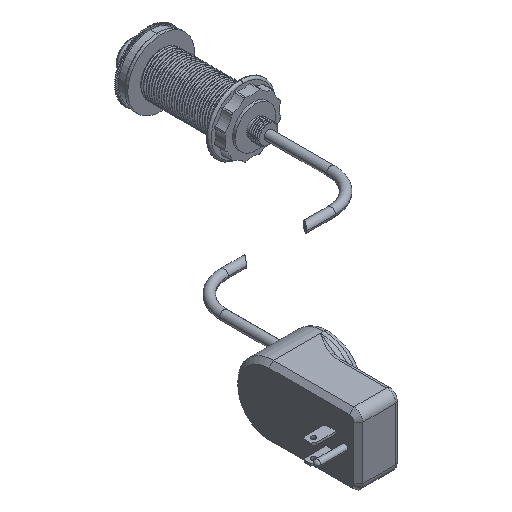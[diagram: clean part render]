
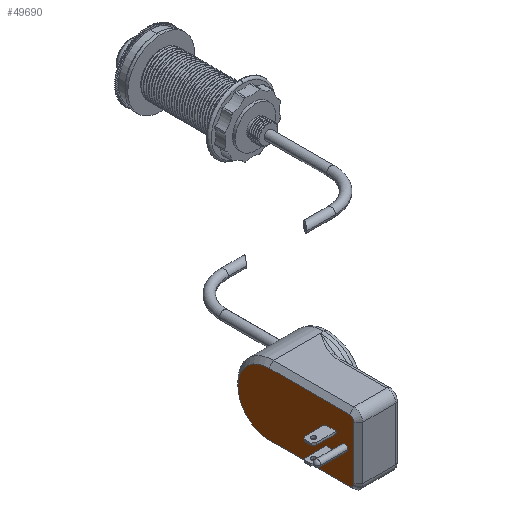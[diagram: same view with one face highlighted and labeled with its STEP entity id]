
A CAD part, isometric view. The second image highlights one B-rep face of the part: STEP entity #49690.
In plain terms, the highlighted planar face has unit normal (-1, 0, 0).
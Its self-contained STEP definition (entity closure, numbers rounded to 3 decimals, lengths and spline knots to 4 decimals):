
#43823=CARTESIAN_POINT('',(-6.533,-9.729,0.));
#43824=DIRECTION('',(-1.,0.,0.));
#43825=DIRECTION('',(0.,0.,1.));
#43826=AXIS2_PLACEMENT_3D('',#43823,#43824,#43825);
#43831=DIRECTION('',(0.,1.,0.));
#43832=VECTOR('',#43831,2.255);
#43833=CARTESIAN_POINT('',(-6.533,-11.984,
0.87));
#43834=LINE('',#43833,#43832);
#43838=CARTESIAN_POINT('',(-6.533,-11.984,0.745));
#43839=DIRECTION('',(-1.,0.,0.));
#43840=DIRECTION('',(0.,-1.,0.));
#43841=AXIS2_PLACEMENT_3D('',#43838,#43839,#43840);
#43846=DIRECTION('',(0.,0.,1.));
#43847=VECTOR('',#43846,1.49);
#43848=CARTESIAN_POINT('',(-6.533,-12.109,
-0.745));
#43849=LINE('',#43848,#43847);
#43853=CARTESIAN_POINT('',(-6.533,-11.984,-0.745));
#43854=DIRECTION('',(-1.,0.,0.));
#43855=DIRECTION('',(0.,0.,-1.));
#43856=AXIS2_PLACEMENT_3D('',#43853,#43854,#43855);
#43861=DIRECTION('',(0.,-1.,0.));
#43862=VECTOR('',#43861,2.255);
#43863=CARTESIAN_POINT('',(-6.533,-9.729,
-0.87));
#43864=LINE('',#43863,#43862);
#43868=DIRECTION('',(0.,1.,0.));
#43869=VECTOR('',#43868,0.32);
#43870=CARTESIAN_POINT('',(-6.533,-11.614,0.282));
#43871=LINE('',#43870,#43869);
#43875=DIRECTION('',(0.,0.,-1.));
#43876=VECTOR('',#43875,0.062);
#43877=CARTESIAN_POINT('',(-6.533,-11.294,0.282));
#43878=LINE('',#43877,#43876);
#43882=DIRECTION('',(0.,-1.,0.));
#43883=VECTOR('',#43882,0.32);
#43884=CARTESIAN_POINT('',(-6.533,-11.294,0.22));
#43885=LINE('',#43884,#43883);
#43889=DIRECTION('',(0.,0.,1.));
#43890=VECTOR('',#43889,0.062);
#43891=CARTESIAN_POINT('',(-6.533,-11.614,0.22));
#43892=LINE('',#43891,#43890);
#43896=DIRECTION('',(0.,1.,0.));
#43897=VECTOR('',#43896,0.25);
#43898=CARTESIAN_POINT('',(-6.533,-11.579,-0.22));
#43899=LINE('',#43898,#43897);
#43903=DIRECTION('',(0.,0.,-1.));
#43904=VECTOR('',#43903,0.062);
#43905=CARTESIAN_POINT('',(-6.533,-11.329,-0.22));
#43906=LINE('',#43905,#43904);
#43910=DIRECTION('',(0.,-1.,0.));
#43911=VECTOR('',#43910,0.25);
#43912=CARTESIAN_POINT('',(-6.533,-11.329,-0.282));
#43913=LINE('',#43912,#43911);
#43917=DIRECTION('',(0.,0.,1.));
#43918=VECTOR('',#43917,0.062);
#43919=CARTESIAN_POINT('',(-6.533,-11.579,-0.282));
#43920=LINE('',#43919,#43918);
#43924=CARTESIAN_POINT('',(-6.533,-11.849,0.));
#43925=DIRECTION('',(-1.,0.,0.));
#43926=DIRECTION('',(0.,-1.,0.));
#43927=AXIS2_PLACEMENT_3D('',#43924,#43925,#43926);
#43932=CARTESIAN_POINT('',(-6.533,-11.849,0.));
#43933=DIRECTION('',(-1.,0.,0.));
#43934=DIRECTION('',(0.,1.,0.));
#43935=AXIS2_PLACEMENT_3D('',#43932,#43933,#43934);
#47940=CARTESIAN_POINT('',(-6.533,-11.614,0.282));
#47941=CARTESIAN_POINT('',(-6.533,-11.294,0.282));
#47942=VERTEX_POINT('',#47940);
#47943=VERTEX_POINT('',#47941);
#47944=CARTESIAN_POINT('',(-6.533,-11.294,0.22));
#47945=VERTEX_POINT('',#47944);
#47946=CARTESIAN_POINT('',(-6.533,-11.614,0.22));
#47947=VERTEX_POINT('',#47946);
#47948=CARTESIAN_POINT('',(-6.533,-11.579,-0.22));
#47949=CARTESIAN_POINT('',(-6.533,-11.329,-0.22));
#47950=VERTEX_POINT('',#47948);
#47951=VERTEX_POINT('',#47949);
#47952=CARTESIAN_POINT('',(-6.533,-11.329,-0.282));
#47953=VERTEX_POINT('',#47952);
#47954=CARTESIAN_POINT('',(-6.533,-11.579,-0.282));
#47955=VERTEX_POINT('',#47954);
#47962=CARTESIAN_POINT('',(-6.533,-11.939,0.));
#47963=CARTESIAN_POINT('',(-6.533,-11.759,0.));
#47964=VERTEX_POINT('',#47962);
#47965=VERTEX_POINT('',#47963);
#48048=CARTESIAN_POINT('',(-6.533,-9.729,0.87));
#48049=CARTESIAN_POINT('',(-6.533,-9.729,-0.87));
#48050=VERTEX_POINT('',#48048);
#48051=VERTEX_POINT('',#48049);
#48056=CARTESIAN_POINT('',(-6.533,-11.984,
-0.87));
#48057=VERTEX_POINT('',#48056);
#48060=CARTESIAN_POINT('',(-6.533,-12.109,-0.745));
#48061=VERTEX_POINT('',#48060);
#48064=CARTESIAN_POINT('',(-6.533,-12.109,
0.745));
#48065=VERTEX_POINT('',#48064);
#48068=CARTESIAN_POINT('',(-6.533,-11.984,0.87));
#48069=VERTEX_POINT('',#48068);
#49646=CARTESIAN_POINT('',(-6.533,-12.234,0.));
#49647=DIRECTION('',(-1.,0.,0.));
#49648=DIRECTION('',(0.,0.,-1.));
#49649=AXIS2_PLACEMENT_3D('',#49646,#49647,#49648);
#49650=PLANE('',#49649);
#49652=ORIENTED_EDGE('',*,*,#49651,.F.);
#49653=ORIENTED_EDGE('',*,*,#49624,.F.);
#49655=ORIENTED_EDGE('',*,*,#49654,.F.);
#49657=ORIENTED_EDGE('',*,*,#49656,.F.);
#49659=ORIENTED_EDGE('',*,*,#49658,.F.);
#49661=ORIENTED_EDGE('',*,*,#49660,.F.);
#49662=EDGE_LOOP('',(#49652,#49653,#49655,#49657,#49659,#49661));
#49663=FACE_OUTER_BOUND('',#49662,.F.);
#49665=ORIENTED_EDGE('',*,*,#49664,.T.);
#49667=ORIENTED_EDGE('',*,*,#49666,.T.);
#49669=ORIENTED_EDGE('',*,*,#49668,.T.);
#49671=ORIENTED_EDGE('',*,*,#49670,.T.);
#49672=EDGE_LOOP('',(#49665,#49667,#49669,#49671));
#49673=FACE_BOUND('',#49672,.F.);
#49675=ORIENTED_EDGE('',*,*,#49674,.T.);
#49677=ORIENTED_EDGE('',*,*,#49676,.T.);
#49679=ORIENTED_EDGE('',*,*,#49678,.T.);
#49681=ORIENTED_EDGE('',*,*,#49680,.T.);
#49682=EDGE_LOOP('',(#49675,#49677,#49679,#49681));
#49683=FACE_BOUND('',#49682,.F.);
#49685=ORIENTED_EDGE('',*,*,#49684,.T.);
#49687=ORIENTED_EDGE('',*,*,#49686,.T.);
#49688=EDGE_LOOP('',(#49685,#49687));
#49689=FACE_BOUND('',#49688,.F.);
#43827=CIRCLE('',#43826,0.87);
#43842=CIRCLE('',#43841,0.125);
#43857=CIRCLE('',#43856,0.125);
#43928=CIRCLE('',#43927,0.09);
#43936=CIRCLE('',#43935,0.09);
#49624=EDGE_CURVE('',#48069,#48050,#43834,.T.);
#49651=EDGE_CURVE('',#48050,#48051,#43827,.T.);
#49654=EDGE_CURVE('',#48065,#48069,#43842,.T.);
#49656=EDGE_CURVE('',#48061,#48065,#43849,.T.);
#49658=EDGE_CURVE('',#48057,#48061,#43857,.T.);
#49660=EDGE_CURVE('',#48051,#48057,#43864,.T.);
#49664=EDGE_CURVE('',#47942,#47943,#43871,.T.);
#49666=EDGE_CURVE('',#47943,#47945,#43878,.T.);
#49668=EDGE_CURVE('',#47945,#47947,#43885,.T.);
#49670=EDGE_CURVE('',#47947,#47942,#43892,.T.);
#49674=EDGE_CURVE('',#47950,#47951,#43899,.T.);
#49676=EDGE_CURVE('',#47951,#47953,#43906,.T.);
#49678=EDGE_CURVE('',#47953,#47955,#43913,.T.);
#49680=EDGE_CURVE('',#47955,#47950,#43920,.T.);
#49684=EDGE_CURVE('',#47964,#47965,#43928,.T.);
#49686=EDGE_CURVE('',#47965,#47964,#43936,.T.);
#49690=ADVANCED_FACE('',(#49663,#49673,#49683,#49689),#49650,.T.);
